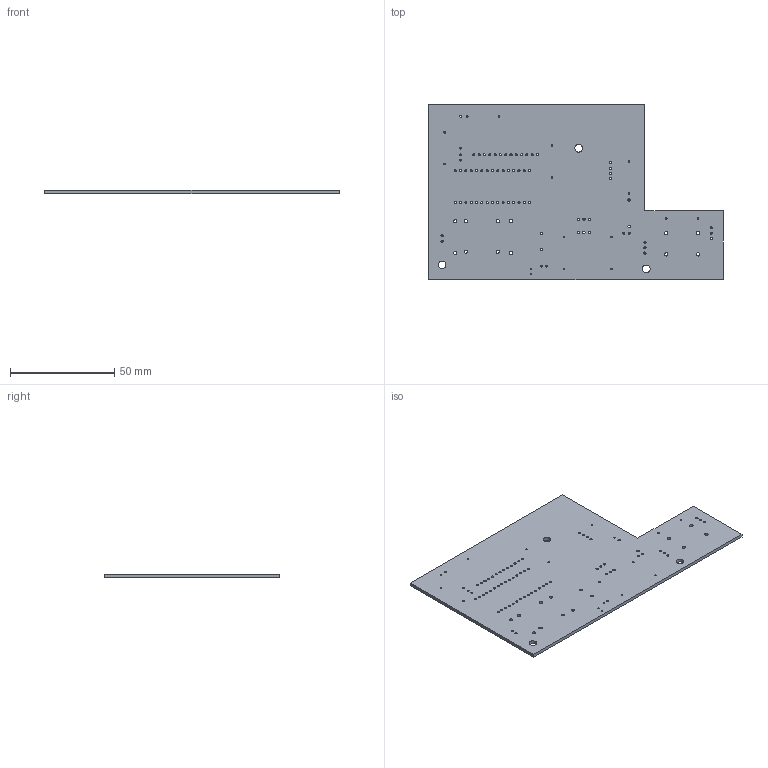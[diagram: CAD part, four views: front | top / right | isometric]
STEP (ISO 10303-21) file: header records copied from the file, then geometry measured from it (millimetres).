
FILE_DESCRIPTION(('KiCad electronic assembly'),'2;1');
FILE_NAME('Alimentation project.step','2022-12-26T21:21:59',('Pcbnew'),( 'Kicad'),'Open CASCADE STEP processor 7.6','KiCad to STEP converter' ,'Unknown');
FILE_SCHEMA(('AUTOMOTIVE_DESIGN { 1 0 10303 214 1 1 1 1 }'));
Length unit declared in the file: millimetre
Products named in the file (2): Alimentation project 1; Alimentation project PCB
Assembly tree (1 placements, depth 2):
  Alimentation project 1
    Alimentation project PCB
Bounding box: 140.97 x 83.82 x 1.6 mm (x, y, z)
Volume: 15664.9 mm3; surface area: 20885 mm2
Topology: 1 solids, 1 shells, 112 faces, 330 edges, 220 vertices
Faces by surface type: cylinder 104, plane 8
Full cylindrical faces by diameter (mm): 0.8 x20, 0.9 x2, 1 x57, 1.1 x8, 1.2 x2, 1.6 x12, 3.7 x3
Entity records: 9239 total; most frequent: CARTESIAN_POINT 2572, DIRECTION 1218, ORIENTED_EDGE 660, PCURVE 660, DEFINITIONAL_REPRESENTATION 660, LINE 574, VECTOR 574, EDGE_CURVE 330
